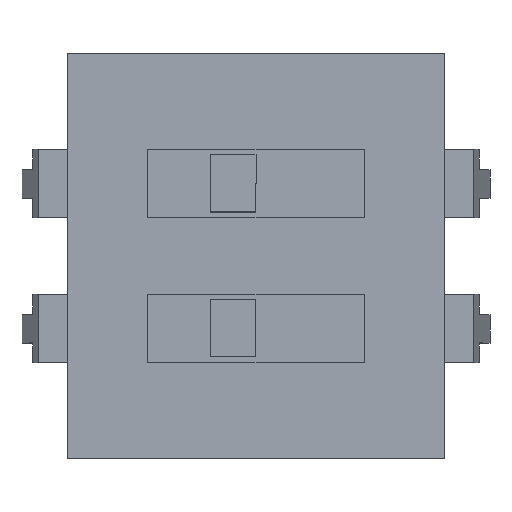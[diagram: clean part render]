
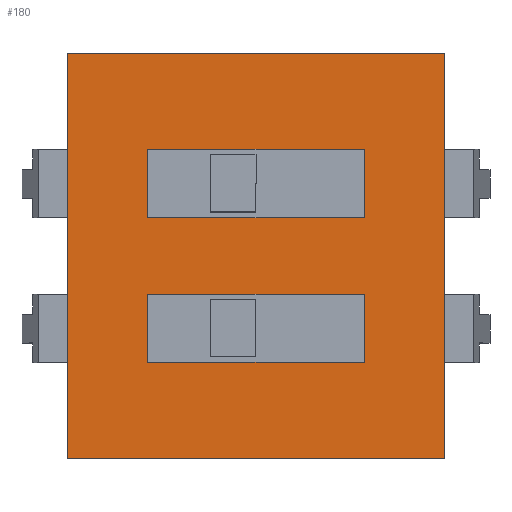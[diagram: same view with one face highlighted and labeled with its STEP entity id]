
A CAD part, top view. The second image highlights one B-rep face of the part: STEP entity #180.
In plain terms, the highlighted planar face has unit normal (0, 0, 1).
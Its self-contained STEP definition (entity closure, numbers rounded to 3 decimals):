
#32 = VERTEX_POINT('',#33);
#33 = CARTESIAN_POINT('',(-3.3,3.55,3.4));
#39 = EDGE_CURVE('',#40,#32,#42,.T.);
#40 = VERTEX_POINT('',#41);
#41 = CARTESIAN_POINT('',(3.3,3.55,3.4));
#42 = LINE('',#43,#44);
#43 = CARTESIAN_POINT('',(0.,3.55,3.4));
#44 = VECTOR('',#45,1.);
#45 = DIRECTION('',(-1.,0.,0.));
#95 = VERTEX_POINT('',#96);
#96 = CARTESIAN_POINT('',(-3.3,-3.55,3.4));
#102 = EDGE_CURVE('',#95,#32,#103,.T.);
#103 = LINE('',#104,#105);
#104 = CARTESIAN_POINT('',(-3.3,0.,3.4));
#105 = VECTOR('',#106,1.);
#106 = DIRECTION('',(0.,1.,0.));
#180 = ADVANCED_FACE('',(#181,#199,#233),#267,.F.);
#181 = FACE_BOUND('',#182,.T.);
#182 = EDGE_LOOP('',(#183,#184,#185,#193));
#183 = ORIENTED_EDGE('',*,*,#39,.T.);
#184 = ORIENTED_EDGE('',*,*,#102,.F.);
#185 = ORIENTED_EDGE('',*,*,#186,.F.);
#186 = EDGE_CURVE('',#187,#95,#189,.T.);
#187 = VERTEX_POINT('',#188);
#188 = CARTESIAN_POINT('',(3.3,-3.55,3.4));
#189 = LINE('',#190,#191);
#190 = CARTESIAN_POINT('',(0.,-3.55,3.4));
#191 = VECTOR('',#192,1.);
#192 = DIRECTION('',(-1.,0.,0.));
#193 = ORIENTED_EDGE('',*,*,#194,.F.);
#194 = EDGE_CURVE('',#40,#187,#195,.T.);
#195 = LINE('',#196,#197);
#196 = CARTESIAN_POINT('',(3.3,0.,3.4));
#197 = VECTOR('',#198,1.);
#198 = DIRECTION('',(0.,-1.,0.));
#199 = FACE_BOUND('',#200,.T.);
#200 = EDGE_LOOP('',(#201,#211,#219,#227));
#201 = ORIENTED_EDGE('',*,*,#202,.T.);
#202 = EDGE_CURVE('',#203,#205,#207,.T.);
#203 = VERTEX_POINT('',#204);
#204 = CARTESIAN_POINT('',(-1.9,0.67,3.4));
#205 = VERTEX_POINT('',#206);
#206 = CARTESIAN_POINT('',(-1.9,1.87,3.4));
#207 = LINE('',#208,#209);
#208 = CARTESIAN_POINT('',(-1.9,0.635,3.4));
#209 = VECTOR('',#210,1.);
#210 = DIRECTION('',(0.,1.,0.));
#211 = ORIENTED_EDGE('',*,*,#212,.T.);
#212 = EDGE_CURVE('',#205,#213,#215,.T.);
#213 = VERTEX_POINT('',#214);
#214 = CARTESIAN_POINT('',(1.9,1.87,3.4));
#215 = LINE('',#216,#217);
#216 = CARTESIAN_POINT('',(0.,1.87,3.4));
#217 = VECTOR('',#218,1.);
#218 = DIRECTION('',(1.,0.,0.));
#219 = ORIENTED_EDGE('',*,*,#220,.T.);
#220 = EDGE_CURVE('',#213,#221,#223,.T.);
#221 = VERTEX_POINT('',#222);
#222 = CARTESIAN_POINT('',(1.9,0.67,3.4));
#223 = LINE('',#224,#225);
#224 = CARTESIAN_POINT('',(1.9,0.635,3.4));
#225 = VECTOR('',#226,1.);
#226 = DIRECTION('',(0.,-1.,0.));
#227 = ORIENTED_EDGE('',*,*,#228,.T.);
#228 = EDGE_CURVE('',#221,#203,#229,.T.);
#229 = LINE('',#230,#231);
#230 = CARTESIAN_POINT('',(0.,0.67,3.4));
#231 = VECTOR('',#232,1.);
#232 = DIRECTION('',(-1.,0.,0.));
#233 = FACE_BOUND('',#234,.T.);
#234 = EDGE_LOOP('',(#235,#245,#253,#261));
#235 = ORIENTED_EDGE('',*,*,#236,.T.);
#236 = EDGE_CURVE('',#237,#239,#241,.T.);
#237 = VERTEX_POINT('',#238);
#238 = CARTESIAN_POINT('',(-1.9,-1.87,3.4));
#239 = VERTEX_POINT('',#240);
#240 = CARTESIAN_POINT('',(-1.9,-0.67,3.4));
#241 = LINE('',#242,#243);
#242 = CARTESIAN_POINT('',(-1.9,-0.635,3.4));
#243 = VECTOR('',#244,1.);
#244 = DIRECTION('',(0.,1.,0.));
#245 = ORIENTED_EDGE('',*,*,#246,.T.);
#246 = EDGE_CURVE('',#239,#247,#249,.T.);
#247 = VERTEX_POINT('',#248);
#248 = CARTESIAN_POINT('',(1.9,-0.67,3.4));
#249 = LINE('',#250,#251);
#250 = CARTESIAN_POINT('',(0.,-0.67,3.4));
#251 = VECTOR('',#252,1.);
#252 = DIRECTION('',(1.,0.,0.));
#253 = ORIENTED_EDGE('',*,*,#254,.T.);
#254 = EDGE_CURVE('',#247,#255,#257,.T.);
#255 = VERTEX_POINT('',#256);
#256 = CARTESIAN_POINT('',(1.9,-1.87,3.4));
#257 = LINE('',#258,#259);
#258 = CARTESIAN_POINT('',(1.9,-0.635,3.4));
#259 = VECTOR('',#260,1.);
#260 = DIRECTION('',(0.,-1.,0.));
#261 = ORIENTED_EDGE('',*,*,#262,.T.);
#262 = EDGE_CURVE('',#255,#237,#263,.T.);
#263 = LINE('',#264,#265);
#264 = CARTESIAN_POINT('',(0.,-1.87,3.4));
#265 = VECTOR('',#266,1.);
#266 = DIRECTION('',(-1.,0.,0.));
#267 = PLANE('',#268);
#268 = AXIS2_PLACEMENT_3D('',#269,#270,#271);
#269 = CARTESIAN_POINT('',(0.,0.,3.4));
#270 = DIRECTION('',(0.,0.,-1.));
#271 = DIRECTION('',(-1.,0.,0.));
